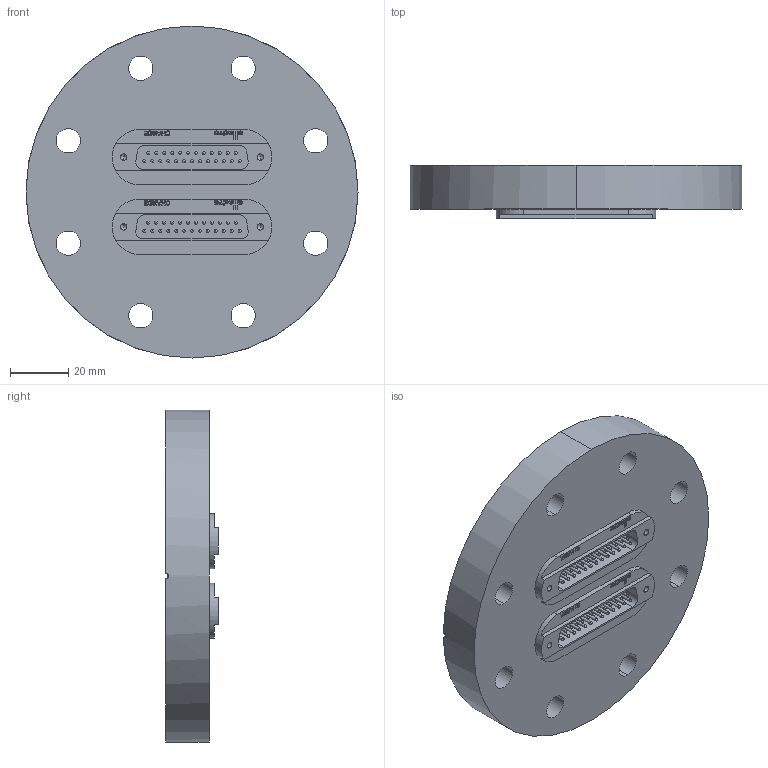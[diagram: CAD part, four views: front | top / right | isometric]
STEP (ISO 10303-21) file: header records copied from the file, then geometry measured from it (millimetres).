
FILE_DESCRIPTION (( 'STEP AP214' ), '1' );
FILE_NAME ('210-D25-C63-2.step', '2025-02-17T20:25:32', ( '' ), ( '' ), 'SwSTEP 2.0', 'SolidWorks 2022', '' );
FILE_SCHEMA (( 'AUTOMOTIVE_DESIGN' ));
Length unit declared in the file: millimetre
Products named in the file (5): 9210-PIN-FENI_Pin vergoldet; 9210-D25-C63-2_DN63; 218-D9-37-SS_218-D25-SS; 9218-D9-37-SS-V22_25pin 1mm beschr. allectra; 210-D25-C63-2
Assembly tree (29 placements, depth 3):
  210-D25-C63-2
    9210-D25-C63-2_DN63
    218-D9-37-SS_218-D25-SS  x2
      9218-D9-37-SS-V22_25pin 1mm beschr. allectra
      9210-PIN-FENI_Pin vergoldet
Bounding box: 114.3 x 18.2 x 114.3 mm (x, y, z)
Volume: 135529.9 mm3; surface area: 42723.9 mm2
Topology: 53 solids, 53 shells, 828 faces, 2306 edges, 1520 vertices
Faces by surface type: cylinder 358, plane 292, sphere 100, bspline 54, cone 20, torus 4
Entity records: 12823 total; most frequent: CARTESIAN_POINT 3704, DIRECTION 1829, ORIENTED_EDGE 1806, EDGE_CURVE 903, AXIS2_PLACEMENT_3D 641, VERTEX_POINT 598, VECTOR 547, LINE 547
